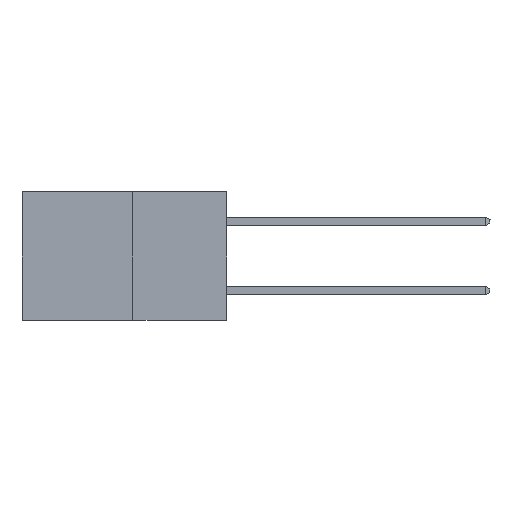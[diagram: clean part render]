
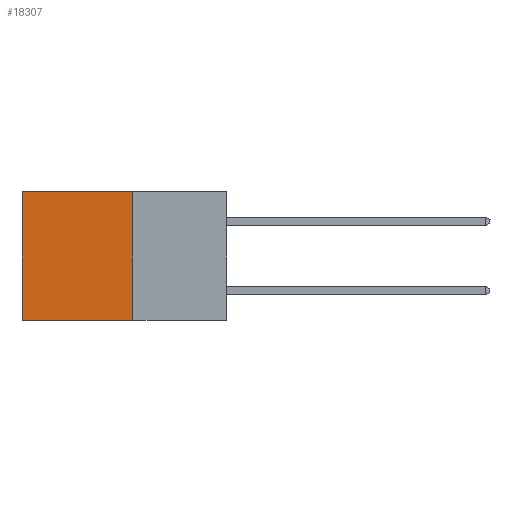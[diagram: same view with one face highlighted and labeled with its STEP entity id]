
A CAD part, left-side view. The second image highlights one B-rep face of the part: STEP entity #18307.
In plain terms, the highlighted planar face has unit normal (-1, 0, 0).
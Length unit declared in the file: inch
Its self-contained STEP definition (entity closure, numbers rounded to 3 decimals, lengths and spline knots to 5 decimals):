
#1144 = ORIENTED_EDGE ( 'NONE', *, *, #14943, .F. ) ;
#1172 = EDGE_LOOP ( 'NONE', ( #15367, #20661, #1144, #1781 ) ) ;
#1781 = ORIENTED_EDGE ( 'NONE', *, *, #9550, .T. ) ;
#2636 = VECTOR ( 'NONE', #20589, 39.37008 ) ;
#3157 = VERTEX_POINT ( 'NONE', #14985 ) ;
#3305 = LINE ( 'NONE', #10564, #2636 ) ;
#4947 = VERTEX_POINT ( 'NONE', #5848 ) ;
#5557 = PLANE ( 'NONE',  #18983 ) ;
#5848 = CARTESIAN_POINT ( 'NONE',  ( 0.277, 0.27, -0.37 ) ) ;
#6216 = VECTOR ( 'NONE', #12540, 39.37008 ) ;
#6466 = VECTOR ( 'NONE', #23383, 39.37008 ) ;
#7162 = CARTESIAN_POINT ( 'NONE',  ( 0.277, 0.59, -0.37 ) ) ;
#8680 = CARTESIAN_POINT ( 'NONE',  ( 0.277, 0.59, -0.37 ) ) ;
#9525 = CARTESIAN_POINT ( 'NONE',  ( 0.277, 0.27, -0.37 ) ) ;
#9550 = EDGE_CURVE ( 'NONE', #15748, #3157, #3305, .T. ) ;
#10564 = CARTESIAN_POINT ( 'NONE',  ( 0.277, 0.27, 0. ) ) ;
#11024 = EDGE_CURVE ( 'NONE', #3157, #21890, #25345, .T. ) ;
#11537 = DIRECTION ( 'NONE',  ( 0., 0., -1. ) ) ;
#12540 = DIRECTION ( 'NONE',  ( 0., 1., 0. ) ) ;
#14793 = DIRECTION ( 'NONE',  ( 0., 0., -1. ) ) ;
#14873 = VECTOR ( 'NONE', #14793, 39.37008 ) ;
#14943 = EDGE_CURVE ( 'NONE', #15748, #4947, #22415, .T. ) ;
#14985 = CARTESIAN_POINT ( 'NONE',  ( 0.277, 0.59, 0. ) ) ;
#15367 = ORIENTED_EDGE ( 'NONE', *, *, #11024, .T. ) ;
#15748 = VERTEX_POINT ( 'NONE', #19820 ) ;
#16264 = LINE ( 'NONE', #22507, #6216 ) ;
#18307 = ADVANCED_FACE ( 'NONE', ( #25748 ), #5557, .F. ) ;
#18983 = AXIS2_PLACEMENT_3D ( 'NONE', #9525, #23492, #11537 ) ;
#19820 = CARTESIAN_POINT ( 'NONE',  ( 0.277, 0.27, 0. ) ) ;
#20270 = EDGE_CURVE ( 'NONE', #4947, #21890, #16264, .T. ) ;
#20589 = DIRECTION ( 'NONE',  ( 0., 1., 0. ) ) ;
#20661 = ORIENTED_EDGE ( 'NONE', *, *, #20270, .F. ) ;
#21429 = CARTESIAN_POINT ( 'NONE',  ( 0.277, 0.27, -0.37 ) ) ;
#21890 = VERTEX_POINT ( 'NONE', #7162 ) ;
#22415 = LINE ( 'NONE', #21429, #6466 ) ;
#22507 = CARTESIAN_POINT ( 'NONE',  ( 0.277, 0.27, -0.37 ) ) ;
#23383 = DIRECTION ( 'NONE',  ( 0., 0., -1. ) ) ;
#23492 = DIRECTION ( 'NONE',  ( 1., 0., 0. ) ) ;
#25345 = LINE ( 'NONE', #8680, #14873 ) ;
#25748 = FACE_OUTER_BOUND ( 'NONE', #1172, .T. ) ;
